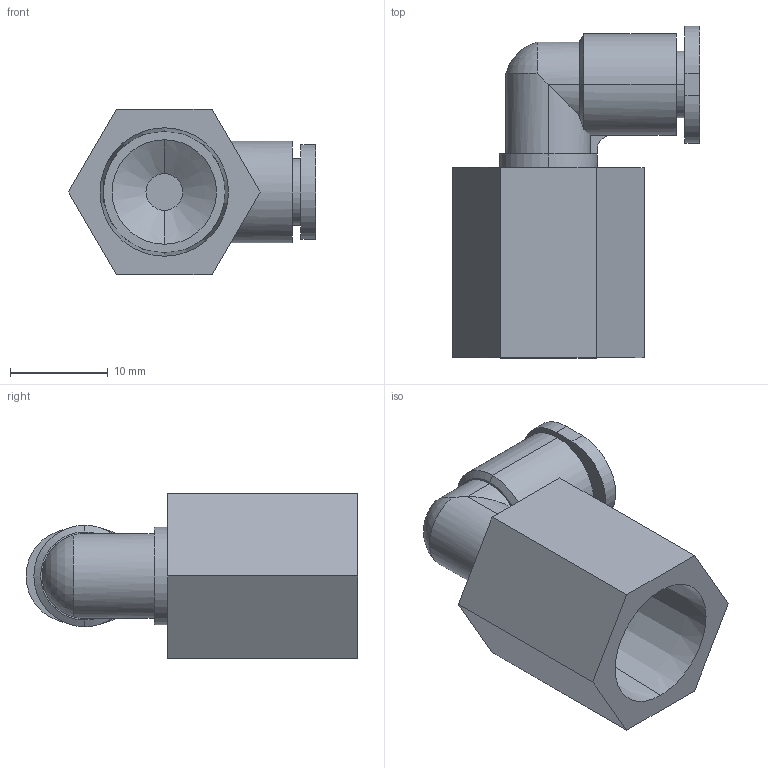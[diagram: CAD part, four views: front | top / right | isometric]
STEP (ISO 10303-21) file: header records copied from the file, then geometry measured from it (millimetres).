
FILE_DESCRIPTION (( 'STEP AP214' ), '1' );
FILE_NAME ('KQ2LF06-02N1.STEP', '2017-04-26T06:54:40', ( 'SONIC' ), ( 'UNITCOM PC' ), 'SwSTEP 2.0', 'SolidWorks 2015', '' );
FILE_SCHEMA (( 'AUTOMOTIVE_DESIGN' ));
Length unit declared in the file: millimetre
Products named in the file (1): KQ2LF06-02N1
Bounding box: 25.32 x 34 x 17 mm (x, y, z)
Volume: 4016.8 mm3; surface area: 3525.3 mm2
Topology: 1 solids, 1 shells, 54 faces, 126 edges, 80 vertices
Faces by surface type: plane 25, cylinder 21, cone 7, sphere 1
Entity records: 1593 total; most frequent: CARTESIAN_POINT 295, DIRECTION 279, ORIENTED_EDGE 252, EDGE_CURVE 126, AXIS2_PLACEMENT_3D 106, VERTEX_POINT 80, VECTOR 67, LINE 67
